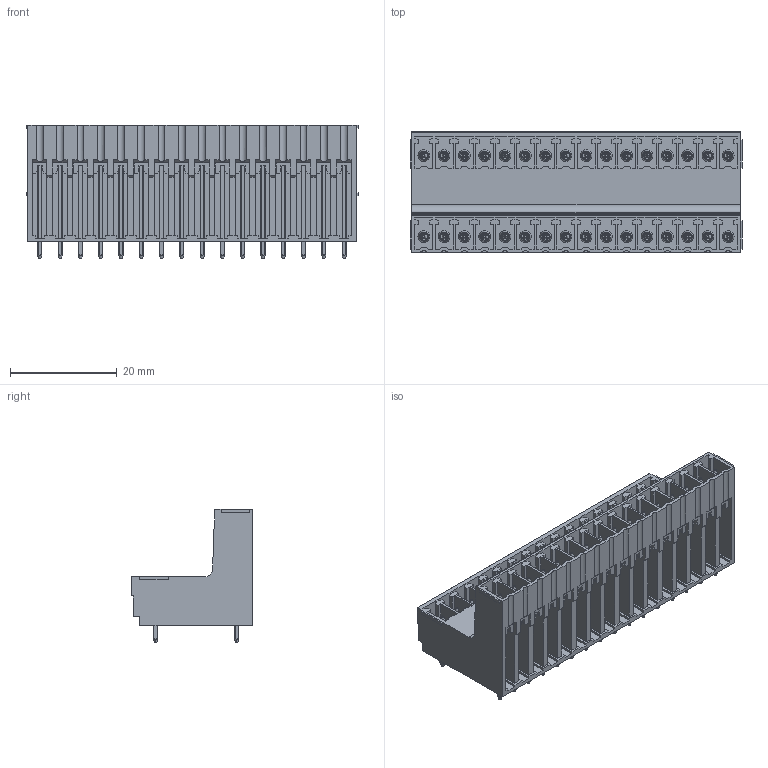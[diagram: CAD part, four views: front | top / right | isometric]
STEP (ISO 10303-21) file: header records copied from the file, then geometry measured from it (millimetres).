
FILE_DESCRIPTION(('CATIA V5 STEP Exchange','CAx-IF Rec.Pracs.--- Model Styling and Organization---1.2---2011-12-15'),'2;1');
FILE_NAME ('D1447344_0_1035630000_1035630000.stp','2018-10-05T08:50:32+00:00',('none'),('Weidmueller'),'CATIA Version 5-6 Release 2014','CATIA V5 STEP AP214','none');
FILE_SCHEMA(('AUTOMOTIVE_DESIGN { 1 0 10303 214 1 1 1 1 }'));
Products named in the file (1): 1035630000
Bounding box: 62.35 x 22.7 x 25.1 mm (x, y, z)
Volume: 12824.4 mm3; surface area: 14246.6 mm2
Topology: 33 solids, 33 shells, 1862 faces, 5154 edges, 3422 vertices
Faces by surface type: plane 1231, cylinder 375, cone 192, torus 64
Entity records: 60420 total; most frequent: CARTESIAN_POINT 17928, ORIENTED_EDGE 10308, DIRECTION 6208, EDGE_CURVE 5154, VECTOR 3620, LINE 3620, VERTEX_POINT 3422, EDGE_LOOP 2022
